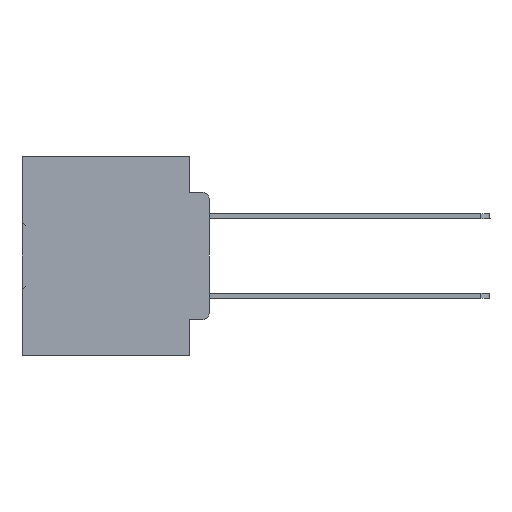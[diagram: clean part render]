
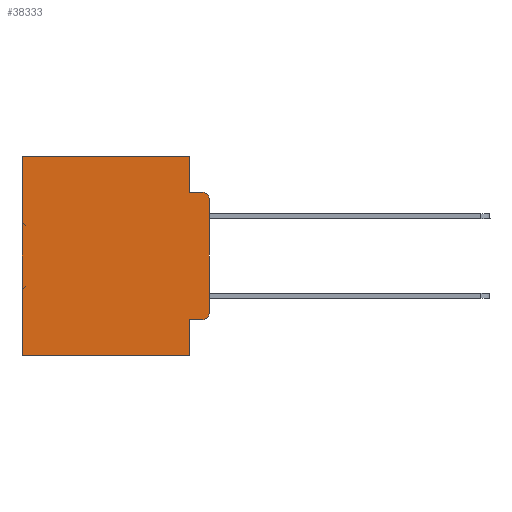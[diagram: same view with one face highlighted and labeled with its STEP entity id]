
A CAD part, left-side view. The second image highlights one B-rep face of the part: STEP entity #38333.
In plain terms, the highlighted planar face has unit normal (-1, 0, 0).
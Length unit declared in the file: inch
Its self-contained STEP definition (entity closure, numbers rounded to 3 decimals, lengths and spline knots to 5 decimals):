
#336 = VERTEX_POINT ( 'NONE', #1216 ) ;
#1216 = CARTESIAN_POINT ( 'NONE',  ( 0.298, 0., -0.3915 ) ) ;
#1325 = AXIS2_PLACEMENT_3D ( 'NONE', #3050, #27002, #29761 ) ;
#1511 = CARTESIAN_POINT ( 'NONE',  ( 0.298, 0., 0. ) ) ;
#1765 = VERTEX_POINT ( 'NONE', #24294 ) ;
#1805 = LINE ( 'NONE', #25541, #9610 ) ;
#2438 = VERTEX_POINT ( 'NONE', #25945 ) ;
#3050 = CARTESIAN_POINT ( 'NONE',  ( 0.298, 0.02, -0.3915 ) ) ;
#3291 = VECTOR ( 'NONE', #15067, 39.37008 ) ;
#4089 = EDGE_CURVE ( 'NONE', #11677, #13332, #28103, .T. ) ;
#4782 = VECTOR ( 'NONE', #11346, 39.37008 ) ;
#5142 = EDGE_CURVE ( 'NONE', #20123, #22669, #38272, .T. ) ;
#5453 = VERTEX_POINT ( 'NONE', #19355 ) ;
#5866 = EDGE_LOOP ( 'NONE', ( #14108, #35615, #8389, #13409, #31769, #6340, #25240, #22968, #9499, #10344 ) ) ;
#6340 = ORIENTED_EDGE ( 'NONE', *, *, #4089, .T. ) ;
#6693 = DIRECTION ( 'NONE',  ( 0., 0., -1. ) ) ;
#7872 = CIRCLE ( 'NONE', #15229, 0.02 ) ;
#8389 = ORIENTED_EDGE ( 'NONE', *, *, #8893, .F. ) ;
#8733 = EDGE_CURVE ( 'NONE', #5453, #336, #34809, .T. ) ;
#8893 = EDGE_CURVE ( 'NONE', #2438, #37977, #28283, .T. ) ;
#8925 = VECTOR ( 'NONE', #21863, 39.37008 ) ;
#9499 = ORIENTED_EDGE ( 'NONE', *, *, #35147, .T. ) ;
#9610 = VECTOR ( 'NONE', #13348, 39.37008 ) ;
#10344 = ORIENTED_EDGE ( 'NONE', *, *, #35437, .T. ) ;
#11346 = DIRECTION ( 'NONE',  ( 0., 1., 0. ) ) ;
#11677 = VERTEX_POINT ( 'NONE', #34353 ) ;
#12093 = DIRECTION ( 'NONE',  ( 0., 0., -1. ) ) ;
#12410 = CARTESIAN_POINT ( 'NONE',  ( 0.298, 0.02, -0.1085 ) ) ;
#13124 = CARTESIAN_POINT ( 'NONE',  ( 0.298, 0.051, -0.4115 ) ) ;
#13170 = PLANE ( 'NONE',  #30251 ) ;
#13325 = VECTOR ( 'NONE', #20340, 39.37008 ) ;
#13332 = VERTEX_POINT ( 'NONE', #32798 ) ;
#13348 = DIRECTION ( 'NONE',  ( 0., 1., 0. ) ) ;
#13409 = ORIENTED_EDGE ( 'NONE', *, *, #18199, .F. ) ;
#13953 = CARTESIAN_POINT ( 'NONE',  ( 0.298, 0.051, 0. ) ) ;
#14108 = ORIENTED_EDGE ( 'NONE', *, *, #8733, .F. ) ;
#15067 = DIRECTION ( 'NONE',  ( 0., 0., -1. ) ) ;
#15229 = AXIS2_PLACEMENT_3D ( 'NONE', #12410, #33333, #6693 ) ;
#16315 = DIRECTION ( 'NONE',  ( 0., 0., -1. ) ) ;
#17564 = LINE ( 'NONE', #32700, #13325 ) ;
#17593 = EDGE_CURVE ( 'NONE', #22669, #13332, #1805, .T. ) ;
#18199 = EDGE_CURVE ( 'NONE', #37646, #2438, #17564, .T. ) ;
#18380 = CARTESIAN_POINT ( 'NONE',  ( 0.298, 0., 0. ) ) ;
#19267 = VECTOR ( 'NONE', #37136, 39.37008 ) ;
#19355 = CARTESIAN_POINT ( 'NONE',  ( 0.298, 0., -0.1085 ) ) ;
#20123 = VERTEX_POINT ( 'NONE', #20738 ) ;
#20340 = DIRECTION ( 'NONE',  ( 0., 0., -1. ) ) ;
#20360 = VECTOR ( 'NONE', #21133, 39.37008 ) ;
#20738 = CARTESIAN_POINT ( 'NONE',  ( 0.298, 0.051, -0.4115 ) ) ;
#20961 = CARTESIAN_POINT ( 'NONE',  ( 0.298, 0.02, -0.0885 ) ) ;
#21133 = DIRECTION ( 'NONE',  ( 0., -1., 0. ) ) ;
#21303 = EDGE_CURVE ( 'NONE', #37646, #11677, #28577, .T. ) ;
#21863 = DIRECTION ( 'NONE',  ( 0., 0., -1. ) ) ;
#22080 = LINE ( 'NONE', #13124, #19267 ) ;
#22669 = VERTEX_POINT ( 'NONE', #25623 ) ;
#22890 = FACE_OUTER_BOUND ( 'NONE', #5866, .T. ) ;
#22968 = ORIENTED_EDGE ( 'NONE', *, *, #5142, .F. ) ;
#24294 = CARTESIAN_POINT ( 'NONE',  ( 0.298, 0.02, -0.4115 ) ) ;
#25240 = ORIENTED_EDGE ( 'NONE', *, *, #17593, .F. ) ;
#25541 = CARTESIAN_POINT ( 'NONE',  ( 0.298, 0., -0.5 ) ) ;
#25623 = CARTESIAN_POINT ( 'NONE',  ( 0.298, 0.051, -0.5 ) ) ;
#25945 = CARTESIAN_POINT ( 'NONE',  ( 0.298, 0.051, -0.0885 ) ) ;
#27002 = DIRECTION ( 'NONE',  ( -1., 0., 0. ) ) ;
#27237 = CIRCLE ( 'NONE', #1325, 0.02 ) ;
#27995 = CARTESIAN_POINT ( 'NONE',  ( 0.298, 0.473, 0. ) ) ;
#28103 = LINE ( 'NONE', #27995, #8925 ) ;
#28283 = LINE ( 'NONE', #34483, #20360 ) ;
#28577 = LINE ( 'NONE', #29129, #4782 ) ;
#29129 = CARTESIAN_POINT ( 'NONE',  ( 0.298, 0., 0. ) ) ;
#29761 = DIRECTION ( 'NONE',  ( 0., 0., -1. ) ) ;
#30251 = AXIS2_PLACEMENT_3D ( 'NONE', #1511, #37444, #16315 ) ;
#31043 = VECTOR ( 'NONE', #12093, 39.37008 ) ;
#31769 = ORIENTED_EDGE ( 'NONE', *, *, #21303, .T. ) ;
#32700 = CARTESIAN_POINT ( 'NONE',  ( 0.298, 0.051, 0. ) ) ;
#32798 = CARTESIAN_POINT ( 'NONE',  ( 0.298, 0.473, -0.5 ) ) ;
#33333 = DIRECTION ( 'NONE',  ( -1., 0., 0. ) ) ;
#34353 = CARTESIAN_POINT ( 'NONE',  ( 0.298, 0.473, 0. ) ) ;
#34483 = CARTESIAN_POINT ( 'NONE',  ( 0.298, 0.051, -0.0885 ) ) ;
#34809 = LINE ( 'NONE', #18380, #31043 ) ;
#35147 = EDGE_CURVE ( 'NONE', #20123, #1765, #22080, .T. ) ;
#35437 = EDGE_CURVE ( 'NONE', #1765, #336, #27237, .T. ) ;
#35615 = ORIENTED_EDGE ( 'NONE', *, *, #38076, .T. ) ;
#36066 = CARTESIAN_POINT ( 'NONE',  ( 0.298, 0.051, 0. ) ) ;
#37136 = DIRECTION ( 'NONE',  ( 0., -1., 0. ) ) ;
#37444 = DIRECTION ( 'NONE',  ( 1., 0., 0. ) ) ;
#37646 = VERTEX_POINT ( 'NONE', #13953 ) ;
#37977 = VERTEX_POINT ( 'NONE', #20961 ) ;
#38076 = EDGE_CURVE ( 'NONE', #5453, #37977, #7872, .T. ) ;
#38272 = LINE ( 'NONE', #36066, #3291 ) ;
#38333 = ADVANCED_FACE ( 'NONE', ( #22890 ), #13170, .F. ) ;
